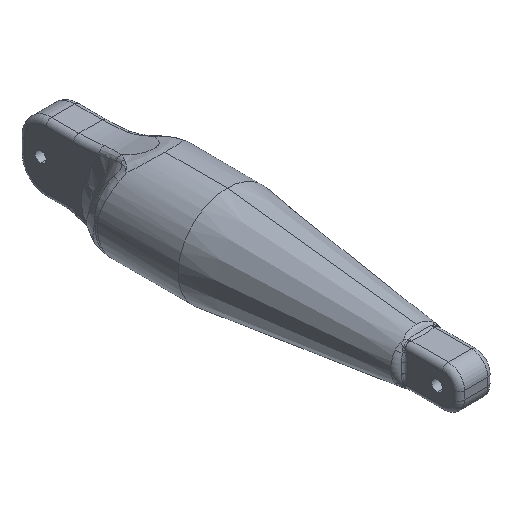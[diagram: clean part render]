
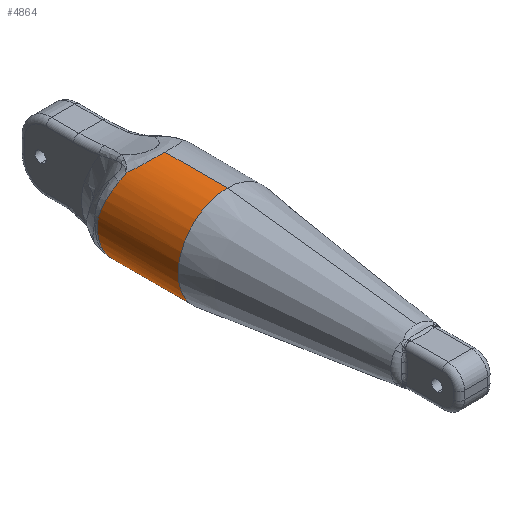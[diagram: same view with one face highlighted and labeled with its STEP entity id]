
A CAD part, isometric view. The second image highlights one B-rep face of the part: STEP entity #4864.
In plain terms, the highlighted cylindrical face has radius 18 mm (diameter 36 mm), a partial arc.
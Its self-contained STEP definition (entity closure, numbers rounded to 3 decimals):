
#26 = CARTESIAN_POINT ( 'NONE',  ( -6.243, -37.997, 16.889 ) ) ;
#136 = CARTESIAN_POINT ( 'NONE',  ( -12.735, -35.02, 12.721 ) ) ;
#256 = DIRECTION ( 'NONE',  ( 0., 1., 0. ) ) ;
#312 = CARTESIAN_POINT ( 'NONE',  ( 0., -32.465, 0. ) ) ;
#331 = CARTESIAN_POINT ( 'NONE',  ( -13.519, -34.778, 11.936 ) ) ;
#353 = CARTESIAN_POINT ( 'NONE',  ( -17.759, -32.672, 2.988 ) ) ;
#391 = VERTEX_POINT ( 'NONE', #3329 ) ;
#401 = CARTESIAN_POINT ( 'NONE',  ( -7.924, -37.182, 16.168 ) ) ;
#444 = CARTESIAN_POINT ( 'NONE',  ( 0., -62., 0. ) ) ;
#487 = CARTESIAN_POINT ( 'NONE',  ( -9.075, -36.459, 15.551 ) ) ;
#621 = FACE_OUTER_BOUND ( 'NONE', #2106, .T. ) ;
#746 = CARTESIAN_POINT ( 'NONE',  ( -17.656, -32.763, 3.546 ) ) ;
#797 = CARTESIAN_POINT ( 'NONE',  ( 0., -12., 0. ) ) ;
#825 = CARTESIAN_POINT ( 'NONE',  ( -15.165, -34.149, 9.713 ) ) ;
#894 = CARTESIAN_POINT ( 'NONE',  ( -6.68, -37.81, 16.721 ) ) ;
#972 = B_SPLINE_CURVE_WITH_KNOTS ( 'NONE', 3,
 ( #5298, #2620, #3596, #4049, #5542, #136 ),
 .UNSPECIFIED., .F., .F.,
 ( 4, 2, 4 ),
 ( 0., 0.002, 0.003 ),
 .UNSPECIFIED. ) ;
#996 = CARTESIAN_POINT ( 'NONE',  ( -17.985, -32.465, 0.723 ) ) ;
#1003 = AXIS2_PLACEMENT_3D ( 'NONE', #312, #4396, #3094 ) ;
#1082 = ORIENTED_EDGE ( 'NONE', *, *, #3116, .T. ) ;
#1177 = CARTESIAN_POINT ( 'NONE',  ( -0.501, -39.198, 18. ) ) ;
#1201 = CARTESIAN_POINT ( 'NONE',  ( -17.974, -32.465, 1.011 ) ) ;
#1222 = CARTESIAN_POINT ( 'NONE',  ( -17.956, -32.482, 1.296 ) ) ;
#1249 = VERTEX_POINT ( 'NONE', #3676 ) ;
#1344 = B_SPLINE_CURVE_WITH_KNOTS ( 'NONE', 3,
 ( #2068, #1177, #2121, #3944, #3985, #4431, #1726, #2675, #4997, #26, #894, #4083, #401, #3147, #487, #3207, #4042, #1358 ),
 .UNSPECIFIED., .F., .F.,
 ( 4, 2, 2, 2, 2, 2, 2, 2, 4 ),
 ( 0.017, 0.018, 0.02, 0.021, 0.023, 0.024, 0.026, 0.027, 0.029 ),
 .UNSPECIFIED. ) ;
#1350 = CIRCLE ( 'NONE', #1003, 18. ) ;
#1358 = CARTESIAN_POINT ( 'NONE',  ( -10.469, -35.346, 14.643 ) ) ;
#1678 = CARTESIAN_POINT ( 'NONE',  ( -16.918, -33.289, 6.245 ) ) ;
#1681 = LINE ( 'NONE', #5221, #3947 ) ;
#1694 = CARTESIAN_POINT ( 'NONE',  ( -16.001, -33.771, 8.262 ) ) ;
#1709 = EDGE_CURVE ( 'NONE', #391, #1249, #4813, .T. ) ;
#1726 = CARTESIAN_POINT ( 'NONE',  ( -3.951, -38.739, 17.568 ) ) ;
#1732 = CARTESIAN_POINT ( 'NONE',  ( -14.224, -34.527, 11.087 ) ) ;
#1794 = VERTEX_POINT ( 'NONE', #5337 ) ;
#1939 = DIRECTION ( 'NONE',  ( 0., 1., 0. ) ) ;
#2068 = CARTESIAN_POINT ( 'NONE',  ( 0., -39.198, 18. ) ) ;
#2106 = EDGE_LOOP ( 'NONE', ( #4485, #2223, #4541, #5617, #1082, #5336, #5341 ) ) ;
#2111 = CARTESIAN_POINT ( 'NONE',  ( -17.906, -32.531, 1.863 ) ) ;
#2121 = CARTESIAN_POINT ( 'NONE',  ( -1.005, -39.176, 17.979 ) ) ;
#2223 = ORIENTED_EDGE ( 'NONE', *, *, #1709, .T. ) ;
#2254 = CARTESIAN_POINT ( 'NONE',  ( 0., -32.465, -18. ) ) ;
#2375 = EDGE_CURVE ( 'NONE', #4406, #3168, #4132, .T. ) ;
#2410 = EDGE_CURVE ( 'NONE', #3168, #5624, #1350, .T. ) ;
#2536 = AXIS2_PLACEMENT_3D ( 'NONE', #444, #1939, #5111 ) ;
#2562 = CARTESIAN_POINT ( 'NONE',  ( -17.985, -32.465, 0.723 ) ) ;
#2620 = CARTESIAN_POINT ( 'NONE',  ( -10.877, -35.363, 14.351 ) ) ;
#2624 = CARTESIAN_POINT ( 'NONE',  ( -17.272, -33.06, 5.192 ) ) ;
#2675 = CARTESIAN_POINT ( 'NONE',  ( -4.891, -38.481, 17.329 ) ) ;
#2764 = CYLINDRICAL_SURFACE ( 'NONE', #5669, 18. ) ;
#3094 = DIRECTION ( 'NONE',  ( 0., 0., -1. ) ) ;
#3116 = EDGE_CURVE ( 'NONE', #1794, #4406, #972, .T. ) ;
#3126 = DIRECTION ( 'NONE',  ( 0., 0., 1. ) ) ;
#3147 = CARTESIAN_POINT ( 'NONE',  ( -8.701, -36.71, 15.763 ) ) ;
#3168 = VERTEX_POINT ( 'NONE', #996 ) ;
#3207 = CARTESIAN_POINT ( 'NONE',  ( -9.793, -35.925, 15.109 ) ) ;
#3329 = CARTESIAN_POINT ( 'NONE',  ( 0., -62., -18. ) ) ;
#3460 = CARTESIAN_POINT ( 'NONE',  ( -12.735, -35.02, 12.721 ) ) ;
#3509 = VERTEX_POINT ( 'NONE', #5064 ) ;
#3512 = CARTESIAN_POINT ( 'NONE',  ( -16.248, -33.648, 7.765 ) ) ;
#3596 = CARTESIAN_POINT ( 'NONE',  ( -11.273, -35.334, 14.042 ) ) ;
#3676 = CARTESIAN_POINT ( 'NONE',  ( 0., -62., 18. ) ) ;
#3944 = CARTESIAN_POINT ( 'NONE',  ( -2.003, -39.088, 17.895 ) ) ;
#3947 = VECTOR ( 'NONE', #4787, 1000. ) ;
#3985 = CARTESIAN_POINT ( 'NONE',  ( -2.497, -39.022, 17.833 ) ) ;
#4042 = CARTESIAN_POINT ( 'NONE',  ( -10.14, -35.641, 14.878 ) ) ;
#4049 = CARTESIAN_POINT ( 'NONE',  ( -12.028, -35.215, 13.4 ) ) ;
#4083 = CARTESIAN_POINT ( 'NONE',  ( -7.52, -37.402, 16.36 ) ) ;
#4090 = VECTOR ( 'NONE', #256, 1000. ) ;
#4132 = B_SPLINE_CURVE_WITH_KNOTS ( 'NONE', 3,
 ( #3460, #331, #1732, #825, #4900, #1694, #3512, #1678, #2624, #746, #353, #5301, #2111, #1222, #1201, #2562 ),
 .UNSPECIFIED., .F., .F.,
 ( 4, 2, 2, 2, 2, 2, 2, 4 ),
 ( 0.004, 0.007, 0.009, 0.01, 0.014, 0.016, 0.017, 0.017 ),
 .UNSPECIFIED. ) ;
#4224 = LINE ( 'NONE', #5215, #4090 ) ;
#4287 = EDGE_CURVE ( 'NONE', #3509, #1794, #1344, .T. ) ;
#4396 = DIRECTION ( 'NONE',  ( 0., -1., 0. ) ) ;
#4406 = VERTEX_POINT ( 'NONE', #5054 ) ;
#4431 = CARTESIAN_POINT ( 'NONE',  ( -3.469, -38.847, 17.669 ) ) ;
#4485 = ORIENTED_EDGE ( 'NONE', *, *, #5380, .F. ) ;
#4541 = ORIENTED_EDGE ( 'NONE', *, *, #4981, .T. ) ;
#4787 = DIRECTION ( 'NONE',  ( 0., 1., 0. ) ) ;
#4813 = CIRCLE ( 'NONE', #2536, 18. ) ;
#4853 = DIRECTION ( 'NONE',  ( 0., 1., 0. ) ) ;
#4864 = ADVANCED_FACE ( 'NONE', ( #621 ), #2764, .T. ) ;
#4900 = CARTESIAN_POINT ( 'NONE',  ( -15.46, -34.022, 9.236 ) ) ;
#4981 = EDGE_CURVE ( 'NONE', #1249, #3509, #4224, .T. ) ;
#4997 = CARTESIAN_POINT ( 'NONE',  ( -5.349, -38.332, 17.193 ) ) ;
#5054 = CARTESIAN_POINT ( 'NONE',  ( -12.735, -35.02, 12.721 ) ) ;
#5064 = CARTESIAN_POINT ( 'NONE',  ( 0., -39.198, 18. ) ) ;
#5111 = DIRECTION ( 'NONE',  ( 0., 0., 1. ) ) ;
#5215 = CARTESIAN_POINT ( 'NONE',  ( 0., -12., 18. ) ) ;
#5221 = CARTESIAN_POINT ( 'NONE',  ( 0., -12., -18. ) ) ;
#5298 = CARTESIAN_POINT ( 'NONE',  ( -10.469, -35.346, 14.643 ) ) ;
#5301 = CARTESIAN_POINT ( 'NONE',  ( -17.874, -32.563, 2.145 ) ) ;
#5336 = ORIENTED_EDGE ( 'NONE', *, *, #2375, .T. ) ;
#5337 = CARTESIAN_POINT ( 'NONE',  ( -10.469, -35.346, 14.643 ) ) ;
#5341 = ORIENTED_EDGE ( 'NONE', *, *, #2410, .T. ) ;
#5380 = EDGE_CURVE ( 'NONE', #391, #5624, #1681, .T. ) ;
#5542 = CARTESIAN_POINT ( 'NONE',  ( -12.389, -35.126, 13.067 ) ) ;
#5617 = ORIENTED_EDGE ( 'NONE', *, *, #4287, .T. ) ;
#5624 = VERTEX_POINT ( 'NONE', #2254 ) ;
#5669 = AXIS2_PLACEMENT_3D ( 'NONE', #797, #4853, #3126 ) ;
